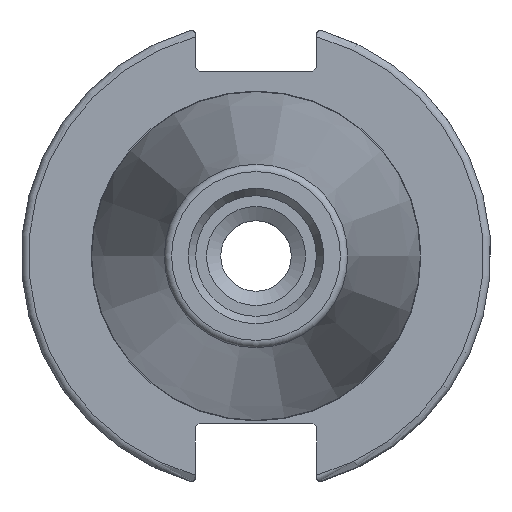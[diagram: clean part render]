
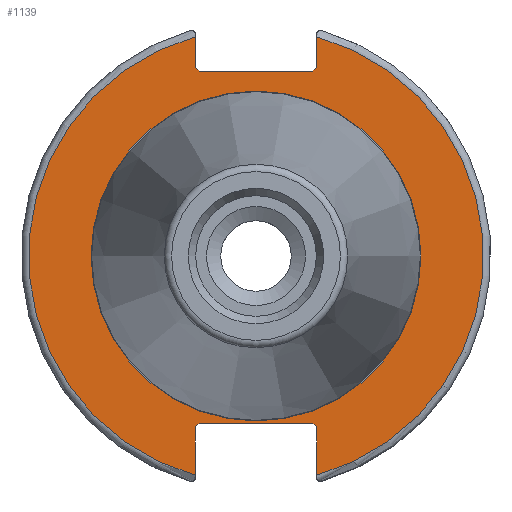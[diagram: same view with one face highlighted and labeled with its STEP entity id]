
A CAD part, left-side view. The second image highlights one B-rep face of the part: STEP entity #1139.
In plain terms, the highlighted planar face has unit normal (-1, 0, 0).
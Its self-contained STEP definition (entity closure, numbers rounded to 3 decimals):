
#33=PLANE('',#1261);
#62=FACE_BOUND('',#178,.T.);
#109=FACE_OUTER_BOUND('',#177,.T.);
#177=EDGE_LOOP('',(#850,#851,#852,#853,#854,#855,#856,#857,#858,#859,#860,
#861));
#178=EDGE_LOOP('',(#862));
#261=CIRCLE('',#1259,22.3);
#263=CIRCLE('',#1262,30.75);
#264=CIRCLE('',#1263,30.75);
#303=LINE('',#1878,#376);
#304=LINE('',#1880,#377);
#305=LINE('',#1882,#378);
#306=LINE('',#1884,#379);
#307=LINE('',#1886,#380);
#308=LINE('',#1890,#381);
#309=LINE('',#1892,#382);
#310=LINE('',#1894,#383);
#311=LINE('',#1896,#384);
#312=LINE('',#1897,#385);
#376=VECTOR('',#1457,10.);
#377=VECTOR('',#1458,10.);
#378=VECTOR('',#1459,10.);
#379=VECTOR('',#1460,10.);
#380=VECTOR('',#1461,10.);
#381=VECTOR('',#1464,10.);
#382=VECTOR('',#1465,10.);
#383=VECTOR('',#1466,10.);
#384=VECTOR('',#1467,10.);
#385=VECTOR('',#1468,10.);
#496=VERTEX_POINT('',#1869);
#497=VERTEX_POINT('',#1874);
#498=VERTEX_POINT('',#1875);
#499=VERTEX_POINT('',#1877);
#500=VERTEX_POINT('',#1879);
#501=VERTEX_POINT('',#1881);
#502=VERTEX_POINT('',#1883);
#503=VERTEX_POINT('',#1885);
#504=VERTEX_POINT('',#1887);
#505=VERTEX_POINT('',#1889);
#506=VERTEX_POINT('',#1891);
#507=VERTEX_POINT('',#1893);
#508=VERTEX_POINT('',#1895);
#628=EDGE_CURVE('',#496,#496,#261,.T.);
#630=EDGE_CURVE('',#497,#498,#263,.T.);
#631=EDGE_CURVE('',#497,#499,#303,.T.);
#632=EDGE_CURVE('',#500,#499,#304,.T.);
#633=EDGE_CURVE('',#500,#501,#305,.T.);
#634=EDGE_CURVE('',#502,#501,#306,.T.);
#635=EDGE_CURVE('',#502,#503,#307,.T.);
#636=EDGE_CURVE('',#504,#503,#264,.T.);
#637=EDGE_CURVE('',#504,#505,#308,.T.);
#638=EDGE_CURVE('',#506,#505,#309,.T.);
#639=EDGE_CURVE('',#506,#507,#310,.T.);
#640=EDGE_CURVE('',#508,#507,#311,.T.);
#641=EDGE_CURVE('',#508,#498,#312,.T.);
#850=ORIENTED_EDGE('',*,*,#630,.F.);
#851=ORIENTED_EDGE('',*,*,#631,.T.);
#852=ORIENTED_EDGE('',*,*,#632,.F.);
#853=ORIENTED_EDGE('',*,*,#633,.T.);
#854=ORIENTED_EDGE('',*,*,#634,.F.);
#855=ORIENTED_EDGE('',*,*,#635,.T.);
#856=ORIENTED_EDGE('',*,*,#636,.F.);
#857=ORIENTED_EDGE('',*,*,#637,.T.);
#858=ORIENTED_EDGE('',*,*,#638,.F.);
#859=ORIENTED_EDGE('',*,*,#639,.T.);
#860=ORIENTED_EDGE('',*,*,#640,.F.);
#861=ORIENTED_EDGE('',*,*,#641,.T.);
#862=ORIENTED_EDGE('',*,*,#628,.F.);
#1139=ADVANCED_FACE('',(#109,#62),#33,.T.);
#1259=AXIS2_PLACEMENT_3D('',#1871,#1449,#1450);
#1261=AXIS2_PLACEMENT_3D('',#1873,#1453,#1454);
#1262=AXIS2_PLACEMENT_3D('',#1876,#1455,#1456);
#1263=AXIS2_PLACEMENT_3D('',#1888,#1462,#1463);
#1449=DIRECTION('center_axis',(-1.,0.,0.));
#1450=DIRECTION('ref_axis',(0.,-1.,0.));
#1453=DIRECTION('center_axis',(-1.,0.,0.));
#1454=DIRECTION('ref_axis',(0.,0.,1.));
#1455=DIRECTION('center_axis',(1.,0.,0.));
#1456=DIRECTION('ref_axis',(0.,-1.,0.));
#1457=DIRECTION('',(0.,0.,-1.));
#1458=DIRECTION('',(0.,-0.707,0.707));
#1459=DIRECTION('',(0.,1.,0.));
#1460=DIRECTION('',(0.,-0.707,-0.707));
#1461=DIRECTION('',(0.,0.,1.));
#1462=DIRECTION('center_axis',(1.,0.,0.));
#1463=DIRECTION('ref_axis',(0.,1.,0.));
#1464=DIRECTION('',(0.,0.,1.));
#1465=DIRECTION('',(0.,0.707,-0.707));
#1466=DIRECTION('',(0.,-1.,0.));
#1467=DIRECTION('',(0.,0.707,0.707));
#1468=DIRECTION('',(0.,0.,-1.));
#1869=CARTESIAN_POINT('',(3.175,0.,22.3));
#1871=CARTESIAN_POINT('Origin',(3.175,0.,0.));
#1873=CARTESIAN_POINT('Origin',(3.175,31.75,0.));
#1874=CARTESIAN_POINT('',(3.175,-8.19,29.639));
#1875=CARTESIAN_POINT('',(3.175,-8.19,-29.639));
#1876=CARTESIAN_POINT('Origin',(3.175,0.,0.));
#1877=CARTESIAN_POINT('',(3.175,-8.19,25.5));
#1878=CARTESIAN_POINT('',(3.175,-8.19,12.5));
#1879=CARTESIAN_POINT('',(3.175,-7.69,25.));
#1880=CARTESIAN_POINT('',(3.175,8.295,9.015));
#1881=CARTESIAN_POINT('',(3.175,7.69,25.));
#1882=CARTESIAN_POINT('',(3.175,15.875,25.));
#1883=CARTESIAN_POINT('',(3.175,8.19,25.5));
#1884=CARTESIAN_POINT('',(3.175,7.58,24.89));
#1885=CARTESIAN_POINT('',(3.175,8.19,29.639));
#1886=CARTESIAN_POINT('',(3.175,8.19,12.5));
#1887=CARTESIAN_POINT('',(3.175,8.19,-29.639));
#1888=CARTESIAN_POINT('Origin',(3.175,0.,0.));
#1889=CARTESIAN_POINT('',(3.175,8.19,-23.1));
#1890=CARTESIAN_POINT('',(3.175,8.19,-11.3));
#1891=CARTESIAN_POINT('',(3.175,7.69,-22.6));
#1892=CARTESIAN_POINT('',(3.175,8.18,-23.09));
#1893=CARTESIAN_POINT('',(3.175,-7.69,-22.6));
#1894=CARTESIAN_POINT('',(3.175,15.875,-22.6));
#1895=CARTESIAN_POINT('',(3.175,-8.19,-23.1));
#1896=CARTESIAN_POINT('',(3.175,7.695,-7.215));
#1897=CARTESIAN_POINT('',(3.175,-8.19,-11.3));
